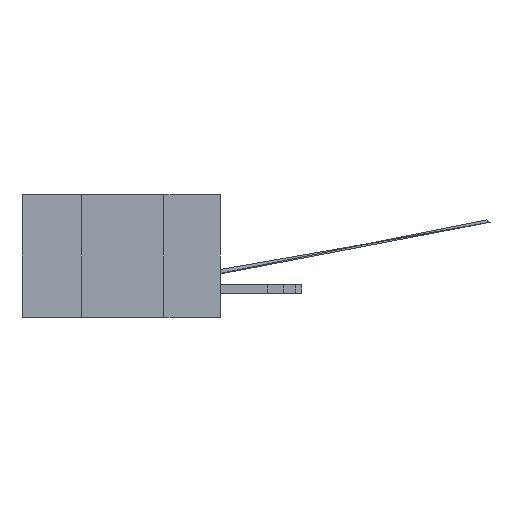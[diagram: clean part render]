
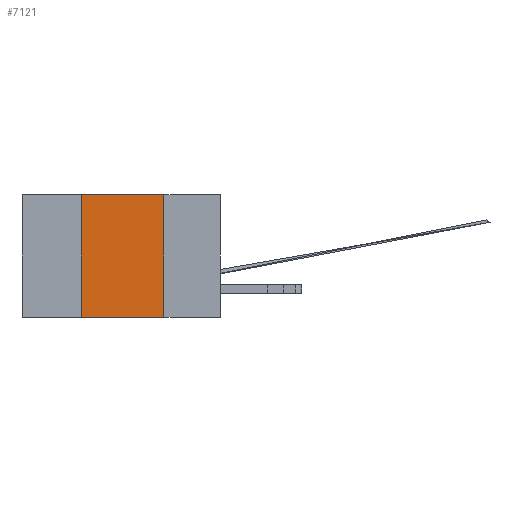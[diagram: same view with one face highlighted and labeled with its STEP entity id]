
A CAD part, left-side view. The second image highlights one B-rep face of the part: STEP entity #7121.
In plain terms, the highlighted planar face has unit normal (-1, 0, 0).
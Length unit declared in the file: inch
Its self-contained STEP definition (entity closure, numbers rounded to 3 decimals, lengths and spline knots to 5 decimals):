
#906 = CARTESIAN_POINT ( 'NONE',  ( 0., 0.42, -0.37 ) ) ;
#948 = CARTESIAN_POINT ( 'NONE',  ( 0., 0.6, -0.37 ) ) ;
#1922 = CARTESIAN_POINT ( 'NONE',  ( 0., 0.6, 0. ) ) ;
#2308 = VECTOR ( 'NONE', #13105, 39.37008 ) ;
#2418 = DIRECTION ( 'NONE',  ( 0., -1., 0. ) ) ;
#4259 = ORIENTED_EDGE ( 'NONE', *, *, #8539, .F. ) ;
#4621 = CARTESIAN_POINT ( 'NONE',  ( 0., 0.17, 0. ) ) ;
#4835 = DIRECTION ( 'NONE',  ( 0., 0., 1. ) ) ;
#4973 = CARTESIAN_POINT ( 'NONE',  ( 0., 0.42, 0. ) ) ;
#5192 = EDGE_CURVE ( 'NONE', #11620, #9741, #8073, .T. ) ;
#5440 = VERTEX_POINT ( 'NONE', #16379 ) ;
#5771 = LINE ( 'NONE', #948, #9067 ) ;
#6957 = AXIS2_PLACEMENT_3D ( 'NONE', #15217, #16560, #8418 ) ;
#7007 = PLANE ( 'NONE',  #6957 ) ;
#7121 = ADVANCED_FACE ( 'NONE', ( #15578 ), #7007, .F. ) ;
#8073 = LINE ( 'NONE', #14512, #17643 ) ;
#8418 = DIRECTION ( 'NONE',  ( 0., 0., -1. ) ) ;
#8539 = EDGE_CURVE ( 'NONE', #9741, #13319, #16974, .T. ) ;
#9067 = VECTOR ( 'NONE', #2418, 39.37008 ) ;
#9741 = VERTEX_POINT ( 'NONE', #4973 ) ;
#10484 = EDGE_CURVE ( 'NONE', #11620, #5440, #5771, .T. ) ;
#10845 = EDGE_LOOP ( 'NONE', ( #11286, #4259, #11683, #15286 ) ) ;
#11286 = ORIENTED_EDGE ( 'NONE', *, *, #16476, .F. ) ;
#11620 = VERTEX_POINT ( 'NONE', #906 ) ;
#11683 = ORIENTED_EDGE ( 'NONE', *, *, #5192, .F. ) ;
#13105 = DIRECTION ( 'NONE',  ( 0., -1., 0. ) ) ;
#13319 = VERTEX_POINT ( 'NONE', #14555 ) ;
#13662 = LINE ( 'NONE', #4621, #16813 ) ;
#14512 = CARTESIAN_POINT ( 'NONE',  ( 0., 0.42, 0. ) ) ;
#14555 = CARTESIAN_POINT ( 'NONE',  ( 0., 0.17, 0. ) ) ;
#15217 = CARTESIAN_POINT ( 'NONE',  ( 0., 0.6, 0. ) ) ;
#15286 = ORIENTED_EDGE ( 'NONE', *, *, #10484, .T. ) ;
#15578 = FACE_OUTER_BOUND ( 'NONE', #10845, .T. ) ;
#15642 = DIRECTION ( 'NONE',  ( 0., 0., -1. ) ) ;
#16379 = CARTESIAN_POINT ( 'NONE',  ( 0., 0.17, -0.37 ) ) ;
#16476 = EDGE_CURVE ( 'NONE', #13319, #5440, #13662, .T. ) ;
#16560 = DIRECTION ( 'NONE',  ( 1., 0., 0. ) ) ;
#16813 = VECTOR ( 'NONE', #15642, 39.37008 ) ;
#16974 = LINE ( 'NONE', #1922, #2308 ) ;
#17643 = VECTOR ( 'NONE', #4835, 39.37008 ) ;
